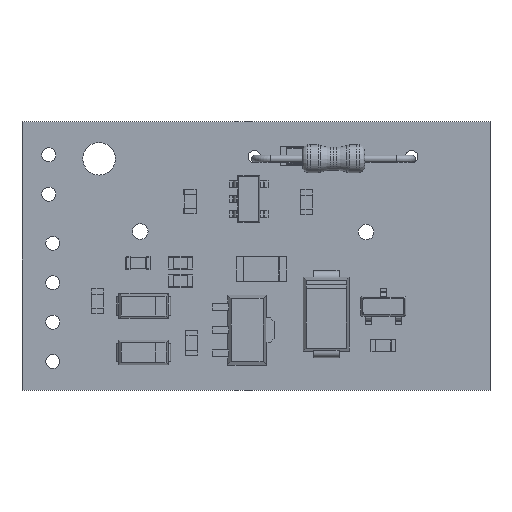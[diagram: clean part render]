
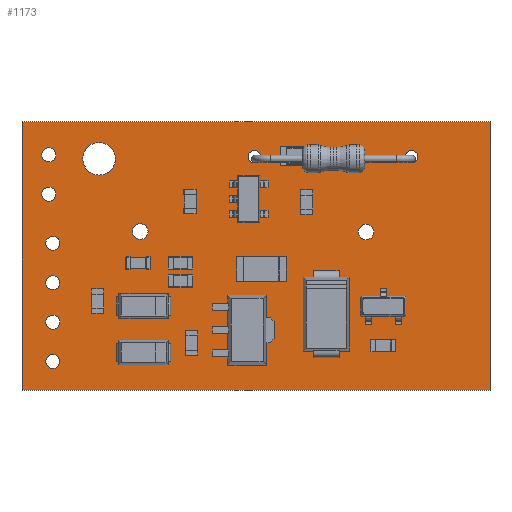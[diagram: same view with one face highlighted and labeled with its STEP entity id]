
A CAD part, top view. The second image highlights one B-rep face of the part: STEP entity #1173.
In plain terms, the highlighted planar face has unit normal (0, 0, 1).
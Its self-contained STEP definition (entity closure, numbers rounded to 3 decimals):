
#648 = VERTEX_POINT('',#649);
#649 = CARTESIAN_POINT('',(-0.2,-0.2,0.));
#655 = EDGE_CURVE('',#648,#656,#658,.T.);
#656 = VERTEX_POINT('',#657);
#657 = CARTESIAN_POINT('',(29.994,-0.2,0.));
#658 = LINE('',#659,#660);
#659 = CARTESIAN_POINT('',(-0.2,-0.2,0.));
#660 = VECTOR('',#661,1.);
#661 = DIRECTION('',(1.,0.,0.));
#686 = EDGE_CURVE('',#656,#687,#689,.T.);
#687 = VERTEX_POINT('',#688);
#688 = CARTESIAN_POINT('',(29.994,17.116,0.));
#689 = LINE('',#690,#691);
#690 = CARTESIAN_POINT('',(29.994,-0.2,0.));
#691 = VECTOR('',#692,1.);
#692 = DIRECTION('',(0.,1.,0.));
#717 = EDGE_CURVE('',#687,#718,#720,.T.);
#718 = VERTEX_POINT('',#719);
#719 = CARTESIAN_POINT('',(-0.2,17.116,0.));
#720 = LINE('',#721,#722);
#721 = CARTESIAN_POINT('',(29.994,17.116,0.));
#722 = VECTOR('',#723,1.);
#723 = DIRECTION('',(-1.,0.,0.));
#748 = EDGE_CURVE('',#718,#648,#749,.T.);
#749 = LINE('',#750,#751);
#750 = CARTESIAN_POINT('',(-0.2,17.116,0.));
#751 = VECTOR('',#752,1.);
#752 = DIRECTION('',(0.,-1.,0.));
#772 = VERTEX_POINT('',#773);
#773 = CARTESIAN_POINT('',(2.228,6.731,0.));
#779 = EDGE_CURVE('',#772,#772,#780,.T.);
#780 = CIRCLE('',#781,0.45);
#781 = AXIS2_PLACEMENT_3D('',#782,#783,#784);
#782 = CARTESIAN_POINT('',(1.778,6.731,0.));
#783 = DIRECTION('',(0.,0.,1.));
#784 = DIRECTION('',(1.,0.,0.));
#805 = VERTEX_POINT('',#806);
#806 = CARTESIAN_POINT('',(2.228,1.651,0.));
#812 = EDGE_CURVE('',#805,#805,#813,.T.);
#813 = CIRCLE('',#814,0.45);
#814 = AXIS2_PLACEMENT_3D('',#815,#816,#817);
#815 = CARTESIAN_POINT('',(1.778,1.651,0.));
#816 = DIRECTION('',(0.,0.,1.));
#817 = DIRECTION('',(1.,0.,0.));
#838 = VERTEX_POINT('',#839);
#839 = CARTESIAN_POINT('',(1.974,14.986,0.));
#845 = EDGE_CURVE('',#838,#838,#846,.T.);
#846 = CIRCLE('',#847,0.45);
#847 = AXIS2_PLACEMENT_3D('',#848,#849,#850);
#848 = CARTESIAN_POINT('',(1.524,14.986,0.));
#849 = DIRECTION('',(0.,0.,1.));
#850 = DIRECTION('',(1.,0.,0.));
#871 = VERTEX_POINT('',#872);
#872 = CARTESIAN_POINT('',(2.228,9.271,0.));
#878 = EDGE_CURVE('',#871,#871,#879,.T.);
#879 = CIRCLE('',#880,0.45);
#880 = AXIS2_PLACEMENT_3D('',#881,#882,#883);
#881 = CARTESIAN_POINT('',(1.778,9.271,0.));
#882 = DIRECTION('',(0.,0.,1.));
#883 = DIRECTION('',(1.,0.,0.));
#904 = VERTEX_POINT('',#905);
#905 = CARTESIAN_POINT('',(1.974,12.446,0.));
#911 = EDGE_CURVE('',#904,#904,#912,.T.);
#912 = CIRCLE('',#913,0.45);
#913 = AXIS2_PLACEMENT_3D('',#914,#915,#916);
#914 = CARTESIAN_POINT('',(1.524,12.446,0.));
#915 = DIRECTION('',(0.,0.,1.));
#916 = DIRECTION('',(1.,0.,0.));
#937 = VERTEX_POINT('',#938);
#938 = CARTESIAN_POINT('',(2.228,4.191,0.));
#944 = EDGE_CURVE('',#937,#937,#945,.T.);
#945 = CIRCLE('',#946,0.45);
#946 = AXIS2_PLACEMENT_3D('',#947,#948,#949);
#947 = CARTESIAN_POINT('',(1.778,4.191,0.));
#948 = DIRECTION('',(0.,0.,1.));
#949 = DIRECTION('',(1.,0.,0.));
#970 = VERTEX_POINT('',#971);
#971 = CARTESIAN_POINT('',(22.5,10.,0.));
#977 = EDGE_CURVE('',#970,#970,#978,.T.);
#978 = CIRCLE('',#979,0.5);
#979 = AXIS2_PLACEMENT_3D('',#980,#981,#982);
#980 = CARTESIAN_POINT('',(22.,10.,0.));
#981 = DIRECTION('',(0.,0.,1.));
#982 = DIRECTION('',(1.,0.,0.));
#1003 = VERTEX_POINT('',#1004);
#1004 = CARTESIAN_POINT('',(7.931,10.033,0.));
#1010 = EDGE_CURVE('',#1003,#1003,#1011,.T.);
#1011 = CIRCLE('',#1012,0.5);
#1012 = AXIS2_PLACEMENT_3D('',#1013,#1014,#1015);
#1013 = CARTESIAN_POINT('',(7.431,10.033,0.));
#1014 = DIRECTION('',(0.,0.,1.));
#1015 = DIRECTION('',(1.,0.,0.));
#1036 = VERTEX_POINT('',#1037);
#1037 = CARTESIAN_POINT('',(5.826,14.732,0.));
#1043 = EDGE_CURVE('',#1036,#1036,#1044,.T.);
#1044 = CIRCLE('',#1045,1.05);
#1045 = AXIS2_PLACEMENT_3D('',#1046,#1047,#1048);
#1046 = CARTESIAN_POINT('',(4.776,14.732,0.));
#1047 = DIRECTION('',(0.,0.,1.));
#1048 = DIRECTION('',(1.,0.,0.));
#1069 = VERTEX_POINT('',#1070);
#1070 = CARTESIAN_POINT('',(25.343,14.859,0.));
#1076 = EDGE_CURVE('',#1069,#1069,#1077,.T.);
#1077 = CIRCLE('',#1078,0.4);
#1078 = AXIS2_PLACEMENT_3D('',#1079,#1080,#1081);
#1079 = CARTESIAN_POINT('',(24.943,14.859,0.));
#1080 = DIRECTION('',(0.,0.,1.));
#1081 = DIRECTION('',(1.,0.,0.));
#1102 = VERTEX_POINT('',#1103);
#1103 = CARTESIAN_POINT('',(15.183,14.859,0.));
#1109 = EDGE_CURVE('',#1102,#1102,#1110,.T.);
#1110 = CIRCLE('',#1111,0.4);
#1111 = AXIS2_PLACEMENT_3D('',#1112,#1113,#1114);
#1112 = CARTESIAN_POINT('',(14.783,14.859,0.));
#1113 = DIRECTION('',(0.,0.,1.));
#1114 = DIRECTION('',(1.,0.,0.));
#1173 = ADVANCED_FACE('',(#1174,#1180,#1183,#1186,#1189,#1192,#1195,
    #1198,#1201,#1204,#1207,#1210),#1213,.F.);
#1174 = FACE_BOUND('',#1175,.T.);
#1175 = EDGE_LOOP('',(#1176,#1177,#1178,#1179));
#1176 = ORIENTED_EDGE('',*,*,#655,.T.);
#1177 = ORIENTED_EDGE('',*,*,#686,.T.);
#1178 = ORIENTED_EDGE('',*,*,#717,.T.);
#1179 = ORIENTED_EDGE('',*,*,#748,.T.);
#1180 = FACE_BOUND('',#1181,.F.);
#1181 = EDGE_LOOP('',(#1182));
#1182 = ORIENTED_EDGE('',*,*,#779,.T.);
#1183 = FACE_BOUND('',#1184,.F.);
#1184 = EDGE_LOOP('',(#1185));
#1185 = ORIENTED_EDGE('',*,*,#812,.T.);
#1186 = FACE_BOUND('',#1187,.F.);
#1187 = EDGE_LOOP('',(#1188));
#1188 = ORIENTED_EDGE('',*,*,#845,.T.);
#1189 = FACE_BOUND('',#1190,.F.);
#1190 = EDGE_LOOP('',(#1191));
#1191 = ORIENTED_EDGE('',*,*,#878,.T.);
#1192 = FACE_BOUND('',#1193,.F.);
#1193 = EDGE_LOOP('',(#1194));
#1194 = ORIENTED_EDGE('',*,*,#911,.T.);
#1195 = FACE_BOUND('',#1196,.F.);
#1196 = EDGE_LOOP('',(#1197));
#1197 = ORIENTED_EDGE('',*,*,#944,.T.);
#1198 = FACE_BOUND('',#1199,.F.);
#1199 = EDGE_LOOP('',(#1200));
#1200 = ORIENTED_EDGE('',*,*,#977,.T.);
#1201 = FACE_BOUND('',#1202,.F.);
#1202 = EDGE_LOOP('',(#1203));
#1203 = ORIENTED_EDGE('',*,*,#1010,.T.);
#1204 = FACE_BOUND('',#1205,.F.);
#1205 = EDGE_LOOP('',(#1206));
#1206 = ORIENTED_EDGE('',*,*,#1043,.T.);
#1207 = FACE_BOUND('',#1208,.F.);
#1208 = EDGE_LOOP('',(#1209));
#1209 = ORIENTED_EDGE('',*,*,#1076,.T.);
#1210 = FACE_BOUND('',#1211,.F.);
#1211 = EDGE_LOOP('',(#1212));
#1212 = ORIENTED_EDGE('',*,*,#1109,.T.);
#1213 = PLANE('',#1214);
#1214 = AXIS2_PLACEMENT_3D('',#1215,#1216,#1217);
#1215 = CARTESIAN_POINT('',(-0.2,-0.2,0.));
#1216 = DIRECTION('',(0.,0.,-1.));
#1217 = DIRECTION('',(-1.,0.,0.));
